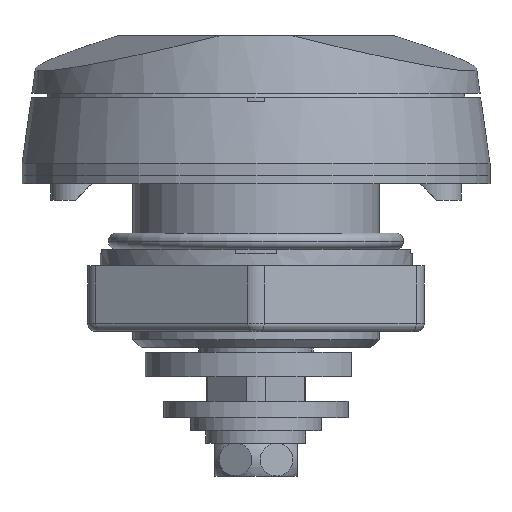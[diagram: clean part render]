
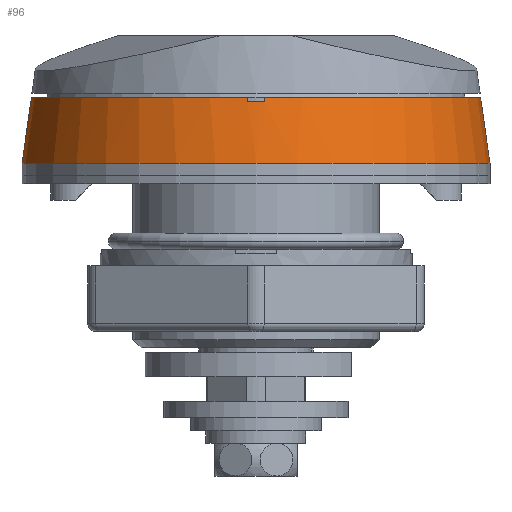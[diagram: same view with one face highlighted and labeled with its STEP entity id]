
A CAD part, front view. The second image highlights one B-rep face of the part: STEP entity #96.
In plain terms, the highlighted conical face has half-angle 8.18 degrees and reference radius 27.35 mm.
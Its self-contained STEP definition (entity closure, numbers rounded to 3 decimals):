
#96 = ADVANCED_FACE ( 'NONE', ( #4015 ), #3699, .T. ) ;
#570 = VERTEX_POINT ( 'NONE', #10396 ) ;
#574 = VERTEX_POINT ( 'NONE', #10400 ) ;
#590 = VERTEX_POINT ( 'NONE', #10416 ) ;
#594 = VERTEX_POINT ( 'NONE', #10420 ) ;
#933 = EDGE_LOOP ( 'NONE', ( #1707, #1708, #1709, #1711, #1710, #1712, #1714, #1713 ) ) ;
#1035 = EDGE_CURVE ( 'NONE', #594, #2510, #10696, .T. ) ;
#1036 = EDGE_CURVE ( 'NONE', #2506, #590, #10697, .T. ) ;
#1040 = EDGE_CURVE ( 'NONE', #574, #594, #13013, .T. ) ;
#1041 = EDGE_CURVE ( 'NONE', #574, #570, #10699, .T. ) ;
#1042 = EDGE_CURVE ( 'NONE', #590, #570, #13014, .T. ) ;
#1043 = EDGE_CURVE ( 'NONE', #2502, #2504, #10700, .T. ) ;
#1707 = ORIENTED_EDGE ( 'NONE', *, *, #12828, .F. ) ;
#1708 = ORIENTED_EDGE ( 'NONE', *, *, #1035, .F. ) ;
#1709 = ORIENTED_EDGE ( 'NONE', *, *, #1040, .F. ) ;
#1710 = ORIENTED_EDGE ( 'NONE', *, *, #1042, .F. ) ;
#1711 = ORIENTED_EDGE ( 'NONE', *, *, #1041, .T. ) ;
#1712 = ORIENTED_EDGE ( 'NONE', *, *, #1036, .F. ) ;
#1713 = ORIENTED_EDGE ( 'NONE', *, *, #1043, .T. ) ;
#1714 = ORIENTED_EDGE ( 'NONE', *, *, #12830, .T. ) ;
#2502 = VERTEX_POINT ( 'NONE', #11970 ) ;
#2504 = VERTEX_POINT ( 'NONE', #11972 ) ;
#2506 = VERTEX_POINT ( 'NONE', #11974 ) ;
#2510 = VERTEX_POINT ( 'NONE', #11978 ) ;
#3699 = CONICAL_SURFACE ( 'NONE', #4017, 27.35, 0.143 ) ;
#4015 = FACE_OUTER_BOUND ( 'NONE', #933, .T. ) ;
#4017 = AXIS2_PLACEMENT_3D ( 'NONE', #10159, #10160, #10161 ) ;
#8299 = LINE ( 'NONE', #8300, #9029 ) ;
#8300 = CARTESIAN_POINT ( 'NONE',  ( 27.35, 0., -0.5 ) ) ;
#8301 = DIRECTION ( 'NONE',  ( 0.142, 0., -0.99 ) ) ;
#8305 = LINE ( 'NONE', #8306, #9030 ) ;
#8306 = CARTESIAN_POINT ( 'NONE',  ( -27.35, 0., -0.5 ) ) ;
#8307 = DIRECTION ( 'NONE',  ( -0.142, 0., -0.99 ) ) ;
#9029 = VECTOR ( 'NONE', #8301, 1000. ) ;
#9030 = VECTOR ( 'NONE', #8307, 1000. ) ;
#10159 = CARTESIAN_POINT ( 'NONE',  ( 0., 0., -0.5 ) ) ;
#10160 = DIRECTION ( 'NONE',  ( 0., 0., -1. ) ) ;
#10161 = DIRECTION ( 'NONE',  ( -1., 0., 0. ) ) ;
#10396 = CARTESIAN_POINT ( 'NONE',  ( -1., -27.404, -1. ) ) ;
#10400 = CARTESIAN_POINT ( 'NONE',  ( 1., -27.404, -1. ) ) ;
#10416 = CARTESIAN_POINT ( 'NONE',  ( -1., -27.332, -0.5 ) ) ;
#10420 = CARTESIAN_POINT ( 'NONE',  ( 1., -27.332, -0.5 ) ) ;
#10528 = CARTESIAN_POINT ( 'NONE',  ( 0., 0., -0.5 ) ) ;
#10532 = DIRECTION ( 'NONE',  ( 0., 0., 1. ) ) ;
#10533 = DIRECTION ( 'NONE',  ( 1., 0., 0. ) ) ;
#10534 = CARTESIAN_POINT ( 'NONE',  ( 0., 0., -0.5 ) ) ;
#10535 = DIRECTION ( 'NONE',  ( 0., 0., 1. ) ) ;
#10536 = DIRECTION ( 'NONE',  ( 1., 0., 0. ) ) ;
#10543 = CARTESIAN_POINT ( 'NONE',  ( 1., -27.404, -1. ) ) ;
#10547 = CARTESIAN_POINT ( 'NONE',  ( 1., -27.391, -0.911 ) ) ;
#10548 = CARTESIAN_POINT ( 'NONE',  ( 1., -27.378, -0.821 ) ) ;
#10549 = CARTESIAN_POINT ( 'NONE',  ( 1., -27.365, -0.732 ) ) ;
#10550 = CARTESIAN_POINT ( 'NONE',  ( 1., -27.354, -0.655 ) ) ;
#10551 = CARTESIAN_POINT ( 'NONE',  ( 1., -27.343, -0.577 ) ) ;
#10552 = CARTESIAN_POINT ( 'NONE',  ( 1., -27.332, -0.5 ) ) ;
#10553 = CARTESIAN_POINT ( 'NONE',  ( 0., 0., -1. ) ) ;
#10554 = DIRECTION ( 'NONE',  ( 0., 0., -1. ) ) ;
#10555 = DIRECTION ( 'NONE',  ( 1., 0., 0. ) ) ;
#10556 = CARTESIAN_POINT ( 'NONE',  ( -1., -27.332, -0.5 ) ) ;
#10557 = CARTESIAN_POINT ( 'NONE',  ( -1., -27.343, -0.577 ) ) ;
#10558 = CARTESIAN_POINT ( 'NONE',  ( -1., -27.354, -0.655 ) ) ;
#10559 = CARTESIAN_POINT ( 'NONE',  ( -1., -27.365, -0.732 ) ) ;
#10560 = CARTESIAN_POINT ( 'NONE',  ( -1., -27.378, -0.821 ) ) ;
#10561 = CARTESIAN_POINT ( 'NONE',  ( -1., -27.391, -0.911 ) ) ;
#10562 = CARTESIAN_POINT ( 'NONE',  ( -1., -27.404, -1. ) ) ;
#10563 = CARTESIAN_POINT ( 'NONE',  ( 0., 0., -8.5 ) ) ;
#10564 = DIRECTION ( 'NONE',  ( 0., 0., 1. ) ) ;
#10565 = DIRECTION ( 'NONE',  ( 1., 0., 0. ) ) ;
#10611 = AXIS2_PLACEMENT_3D ( 'NONE', #10553, #10554, #10555 ) ;
#10615 = AXIS2_PLACEMENT_3D ( 'NONE', #10563, #10564, #10565 ) ;
#10616 = AXIS2_PLACEMENT_3D ( 'NONE', #10528, #10532, #10533 ) ;
#10618 = AXIS2_PLACEMENT_3D ( 'NONE', #10534, #10535, #10536 ) ;
#10696 = CIRCLE ( 'NONE', #10616, 27.35 ) ;
#10697 = CIRCLE ( 'NONE', #10618, 27.35 ) ;
#10699 = CIRCLE ( 'NONE', #10611, 27.422 ) ;
#10700 = CIRCLE ( 'NONE', #10615, 28.5 ) ;
#11970 = CARTESIAN_POINT ( 'NONE',  ( -28.5, 0., -8.5 ) ) ;
#11972 = CARTESIAN_POINT ( 'NONE',  ( 28.5, 0., -8.5 ) ) ;
#11974 = CARTESIAN_POINT ( 'NONE',  ( -27.35, 0., -0.5 ) ) ;
#11978 = CARTESIAN_POINT ( 'NONE',  ( 27.35, 0., -0.5 ) ) ;
#12828 = EDGE_CURVE ( 'NONE', #2510, #2504, #8299, .T. ) ;
#12830 = EDGE_CURVE ( 'NONE', #2506, #2502, #8305, .T. ) ;
#13013 = B_SPLINE_CURVE_WITH_KNOTS ( 'NONE', 3,
 ( #10543, #10547, #10548, #10549, #10550, #10551, #10552 ),
 .UNSPECIFIED., .F., .F.,
 ( 4, 3, 4 ),
 ( 0.004, 0.004, 0.004 ),
 .UNSPECIFIED. ) ;
#13014 = B_SPLINE_CURVE_WITH_KNOTS ( 'NONE', 3,
 ( #10556, #10557, #10558, #10559, #10560, #10561, #10562 ),
 .UNSPECIFIED., .F., .F.,
 ( 4, 3, 4 ),
 ( 0.004, 0.004, 0.004 ),
 .UNSPECIFIED. ) ;
